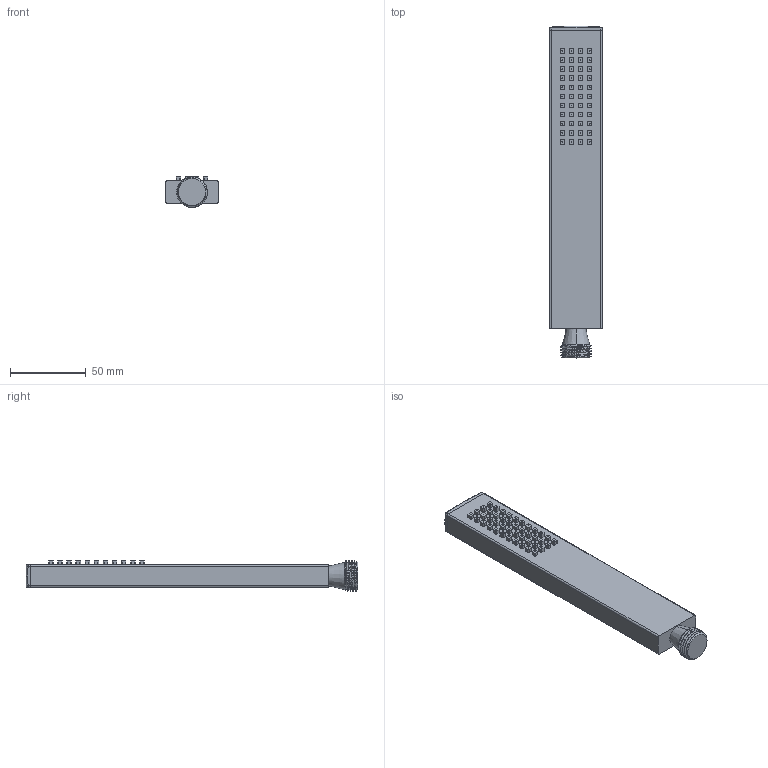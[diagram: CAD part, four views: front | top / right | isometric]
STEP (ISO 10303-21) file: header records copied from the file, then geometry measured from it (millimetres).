
FILE_DESCRIPTION (( 'STEP AP203' ), '1' );
FILE_NAME ('99Zp05011.STEP', '2024-01-19T12:12:04', ( '' ), ( '' ), 'SwSTEP 2.0', 'SolidWorks 2021', '' );
FILE_SCHEMA (( 'CONFIG_CONTROL_DESIGN' ));
Length unit declared in the file: millimetre
Products named in the file (1): 99Zp05011
Bounding box: 35 x 219.2 x 20.4 mm (x, y, z)
Volume: 109427.8 mm3; surface area: 24524.7 mm2
Topology: 2 solids, 2 shells, 578 faces, 1445 edges, 960 vertices
Faces by surface type: cylinder 281, plane 277, bspline 7, cone 7, torus 4, sphere 2
Entity records: 19148 total; most frequent: CARTESIAN_POINT 4766, DIRECTION 3118, ORIENTED_EDGE 2890, EDGE_CURVE 1445, AXIS2_PLACEMENT_3D 1141, VERTEX_POINT 960, LINE 836, VECTOR 836
